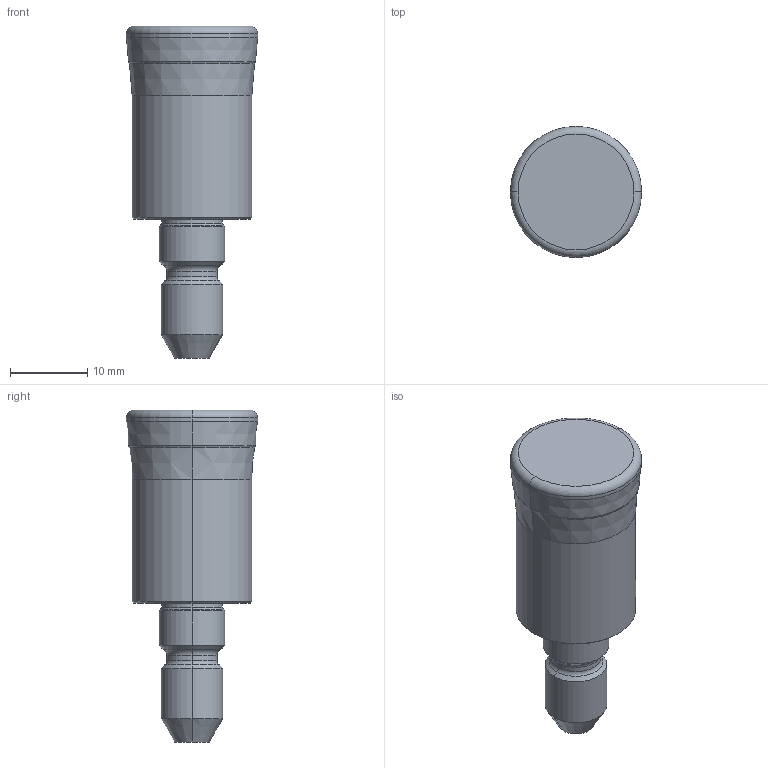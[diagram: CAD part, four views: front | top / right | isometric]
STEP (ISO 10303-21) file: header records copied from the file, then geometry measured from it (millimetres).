
FILE_DESCRIPTION (( 'STEP AP214' ), '1' );
FILE_NAME ('99802-M08-17C5.STEP', '2017-01-09T11:12:38', ( 'User' ), ( 'GENUINE' ), 'SwSTEP 2.0', 'SolidWorks 2012', '' );
FILE_SCHEMA (( 'AUTOMOTIVE_DESIGN' ));
Length unit declared in the file: millimetre
Products named in the file (1): 99802-M08-17C5
Bounding box: 17 x 17 x 43 mm (x, y, z)
Volume: 5743.8 mm3; surface area: 2063.8 mm2
Topology: 1 solids, 1 shells, 43 faces, 84 edges, 44 vertices
Faces by surface type: cone 16, cylinder 12, torus 12, plane 3
Entity records: 1219 total; most frequent: DIRECTION 228, CARTESIAN_POINT 172, ORIENTED_EDGE 168, AXIS2_PLACEMENT_3D 100, EDGE_CURVE 84, CIRCLE 56, EDGE_LOOP 44, VERTEX_POINT 44
